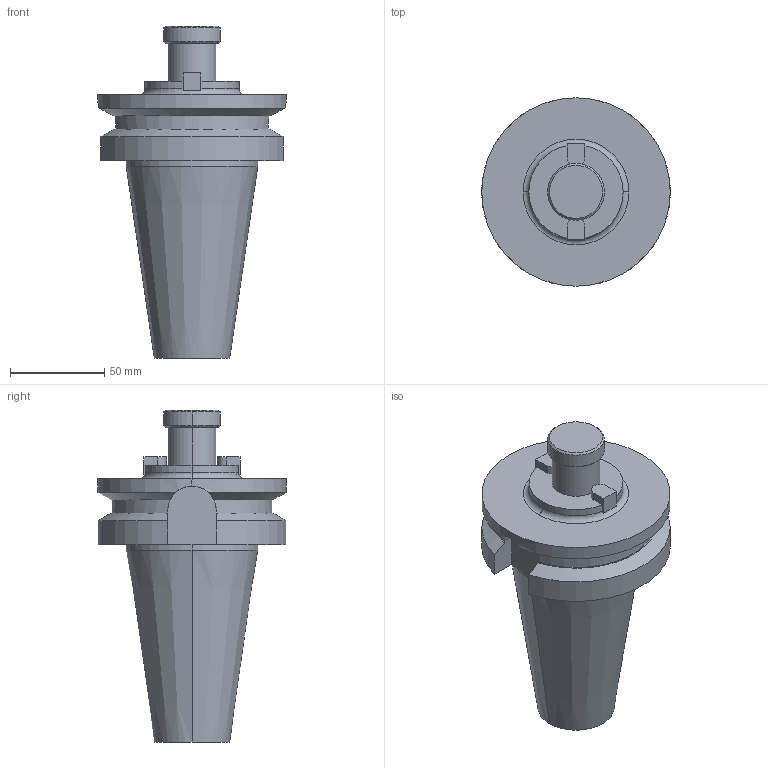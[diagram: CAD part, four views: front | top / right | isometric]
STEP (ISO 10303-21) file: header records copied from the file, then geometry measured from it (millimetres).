
FILE_DESCRIPTION (( 'STEP AP203' ), '1' );
FILE_NAME ('STP-SATE-16639.STEP', '2019-06-05T01:36:08', ( '' ), ( '' ), 'SwSTEP 2.0', 'SolidWorks 2017', '' );
FILE_SCHEMA (( 'CONFIG_CONTROL_DESIGN' ));
Length unit declared in the file: millimetre
Products named in the file (1): STP-SATE-16639
Bounding box: 100 x 100 x 176.2 mm (x, y, z)
Volume: 498464.8 mm3; surface area: 55847 mm2
Topology: 4 solids, 4 shells, 80 faces, 188 edges, 119 vertices
Faces by surface type: plane 34, cylinder 28, cone 16, torus 2
Entity records: 2433 total; most frequent: CARTESIAN_POINT 506, DIRECTION 400, ORIENTED_EDGE 372, EDGE_CURVE 186, AXIS2_PLACEMENT_3D 153, VERTEX_POINT 119, LINE 94, VECTOR 94
